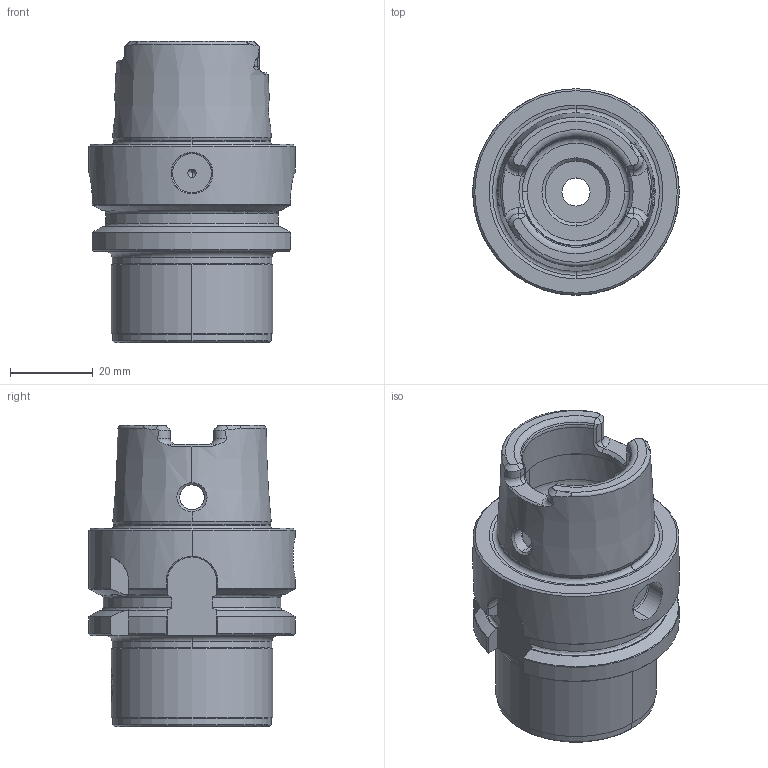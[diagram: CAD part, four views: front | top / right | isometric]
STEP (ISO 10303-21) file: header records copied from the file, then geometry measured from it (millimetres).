
FILE_DESCRIPTION(('no description'),'unknown implementation level');
FILE_NAME('FB29D9CF-F0B7-4AD9-8103-08722F9886FC_export.stp',' ',('CIMSOURCE GmbH'),('CADClick - KiM GmbH - www.kimweb.de'),'unknown preprocess','ACIS','unknown authorization');
FILE_SCHEMA(('automotive_design'));
Length unit declared in the file: millimetre
Products named in the file (2): 324.242F Kaiser HSK-A50xCK4x64|690.434 Kaiser ETL M8 X 11 CK4;Schnitt-Linear austragen2; 324.242F Kaiser HSK-A50xCK4x64|324.242F Kaiser HSK-A50xCK4x64;Schnitt-Rotation3
Bounding box: 49.95 x 49.95 x 72.9 mm (x, y, z)
Volume: 64367.9 mm3; surface area: 19879.1 mm2
Topology: 2 solids, 2 shells, 279 faces, 722 edges, 445 vertices
Faces by surface type: cone 84, plane 83, cylinder 62, torus 34, bspline 16
Entity records: 20209 total; most frequent: CARTESIAN_POINT 5617, STYLED_ITEM 1444, PRESENTATION_STYLE_ASSIGNMENT 1444, COLOUR_RGB 1444, ORIENTED_EDGE 1436, DIRECTION 1306, EDGE_CURVE 718, CURVE_STYLE 718
